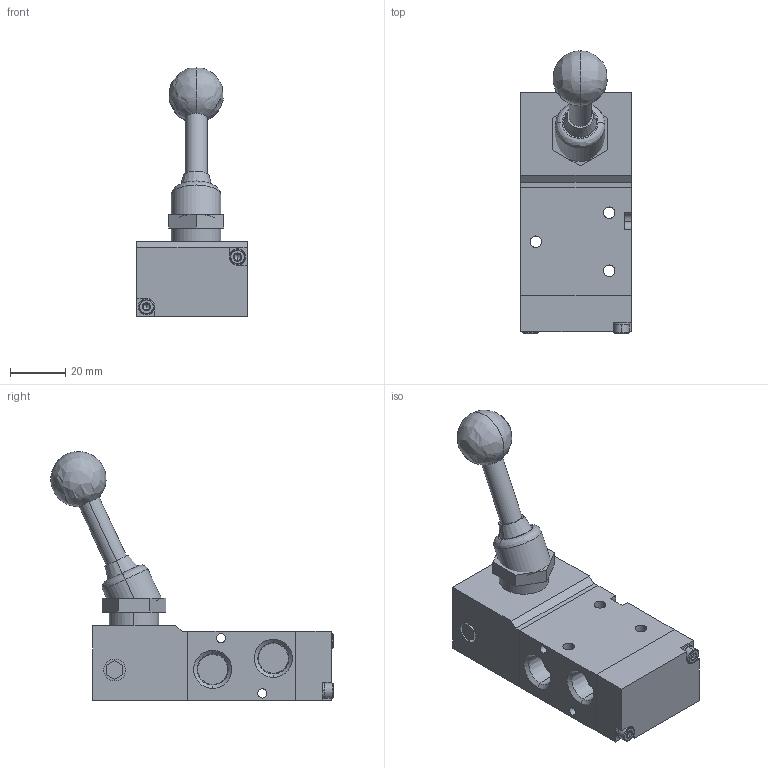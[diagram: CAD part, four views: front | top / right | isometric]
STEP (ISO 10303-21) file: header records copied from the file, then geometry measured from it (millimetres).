
FILE_DESCRIPTION (( 'STEP AP203' ), '1' );
FILE_NAME ('7020000200U.step', '2024-02-07T21:31:17', ( '' ), ( '' ), 'SwSTEP 2.0', 'SolidWorks 2023', '' );
FILE_SCHEMA (( 'CONFIG_CONTROL_DESIGN' ));
Length unit declared in the file: inch
Products named in the file (1): 7020000200U
Bounding box: 40 x 102.18 x 90.1 mm (x, y, z)
Volume: 97096.4 mm3; surface area: 24639.2 mm2
Topology: 8 solids, 8 shells, 183 faces, 424 edges, 264 vertices
Faces by surface type: plane 96, cylinder 41, cone 30, bspline 16
Entity records: 5682 total; most frequent: CARTESIAN_POINT 1446, DIRECTION 877, ORIENTED_EDGE 832, EDGE_CURVE 416, AXIS2_PLACEMENT_3D 319, VERTEX_POINT 264, LINE 239, VECTOR 239
